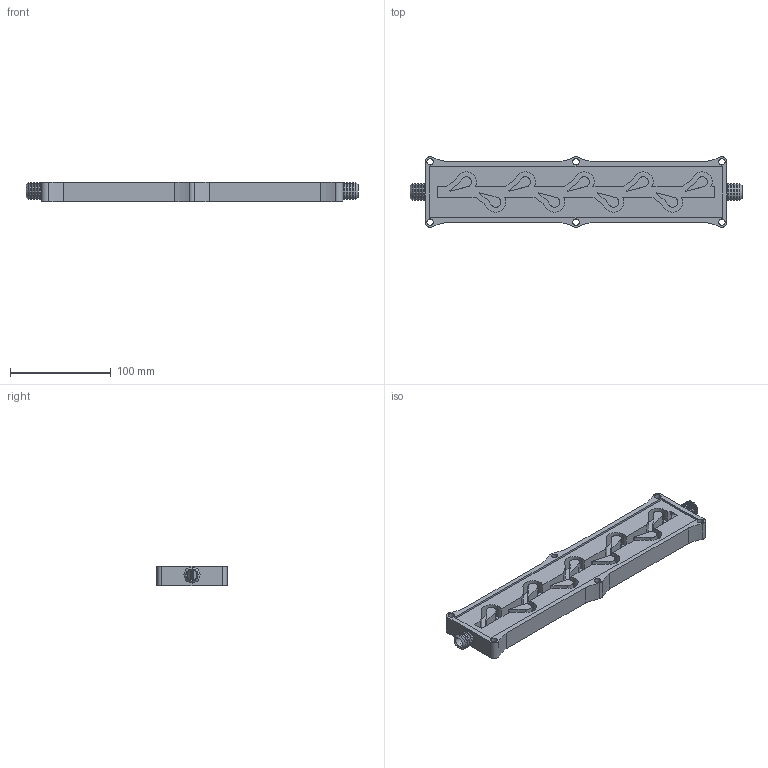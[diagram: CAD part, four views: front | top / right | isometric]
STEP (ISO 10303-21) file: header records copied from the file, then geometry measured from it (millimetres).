
FILE_DESCRIPTION(/* description */ ('STEP AP242 Edition 2','CAx-IF Rec.Pracs.---Representation and Presentation of Product Manufacturing Information (PMI)---4.0---2014-10-13','CAx-IF Rec.Pracs.---3D Tessellated Geometry---0.4---2014-09-14','2;1','CAx-IF Rec.Pracs.---User Defined Attributes---1.5---2016-08-15'),/* implementation_level */ '2;1');
FILE_NAME(/* name */ 'tesla_valve_benchmark - -private-var-mobile-Containers-Data-Application-510C10A7-3C8A-428A-A238-4A1E33361701-tmp-DE077AB8-FDC8-4B40-82DF-7C9059E43047.tmp',/* time_stamp */ '2025-12-15T01:03:08Z',/* author */ (''),/* organization */ (''),/* preprocessor_version */ 'ST-DEVELOPER v20',/* originating_system */ 'ONSHAPE BY PTC INC, 1.208',/* authorisation */ ' ');
FILE_SCHEMA (('AP242_MANAGED_MODEL_BASED_3D_ENGINEERING_MIM_LF { 1 0 10303 442 3 1 4 }'));
Length unit declared in the file: metre
Products named in the file (1): DE077AB8-FDC8-4B40-82DF-7C9059E43047.tmp
Bounding box: 330 x 69.97 x 19 mm (x, y, z)
Volume: 262140.5 mm3; surface area: 73760.3 mm2
Topology: 1 solids, 1 shells, 182 faces, 489 edges, 328 vertices
Faces by surface type: bspline 182
Entity records: 6516 total; most frequent: CARTESIAN_POINT 2494, ORIENTED_EDGE 978, DIRECTION 681, EDGE_CURVE 489, VERTEX_POINT 328, AXIS2_PLACEMENT_3D 261, CIRCLE 260, EDGE_LOOP 217
